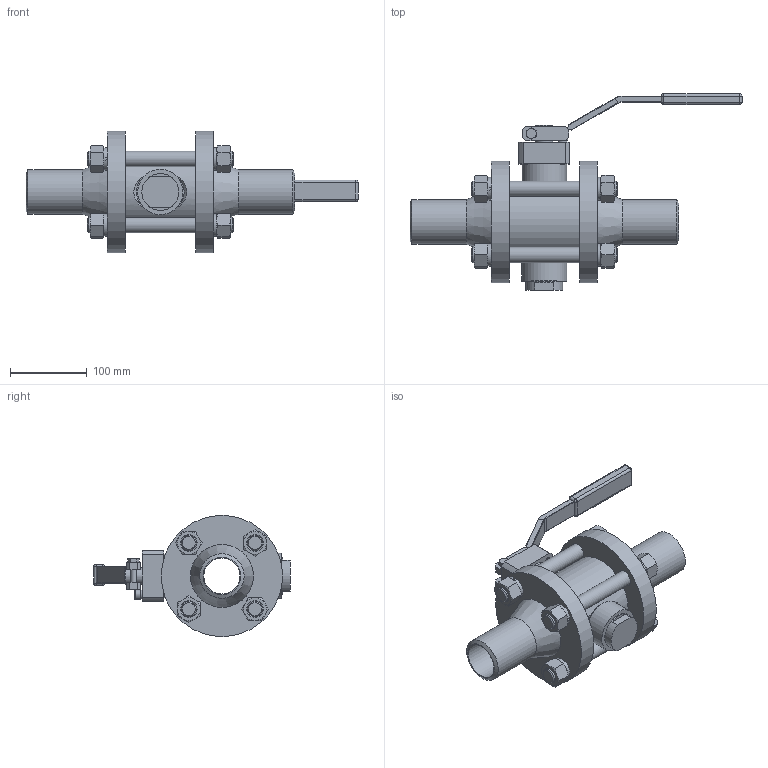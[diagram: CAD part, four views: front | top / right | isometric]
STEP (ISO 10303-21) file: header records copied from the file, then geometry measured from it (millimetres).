
FILE_DESCRIPTION(('STEP AP203'), '1');
FILE_NAME('埡39.320.050.000 - 扰鳧', '', ('UNSPECIFIED'), ('UNSPECIFIED'), 'ASCON STEP Converter 1.6', 'ASCON Math Kernel', '');
FILE_SCHEMA(('CONFIG_CONTROL_DESIGN'));
Length unit declared in the file: millimetre
Products named in the file (1): 埡39.320.050.000
Bounding box: 432.54 x 256 x 158 mm (x, y, z)
Volume: 2254533 mm3; surface area: 342449.2 mm2
Topology: 2 solids, 2 shells, 571 faces, 1364 edges, 826 vertices
Faces by surface type: plane 270, cone 165, cylinder 115, torus 11, sphere 8, bspline 2
Full cylindrical faces by diameter (mm): 6.647 x5, 8 x5, 9 x5, 13 x5, 14 x3, 15 x1, 20 x12, 22 x9, 24 x1, 25 x2, 34 x1, 37.16 x2, 40 x1, 47 x2, 48 x1, 50 x3, 58 x3, 59 x1, 64 x2, 100 x1, 158 x2
Entity records: 27370 total; most frequent: CARTESIAN_POINT 10391, DIRECTION 2550, ORIENTED_EDGE 2426, EDGE_CURVE 1213, AXIS2_PLACEMENT_3D 1082, VERTEX_POINT 823, EDGE_LOOP 786, FACE_BOUND 629
